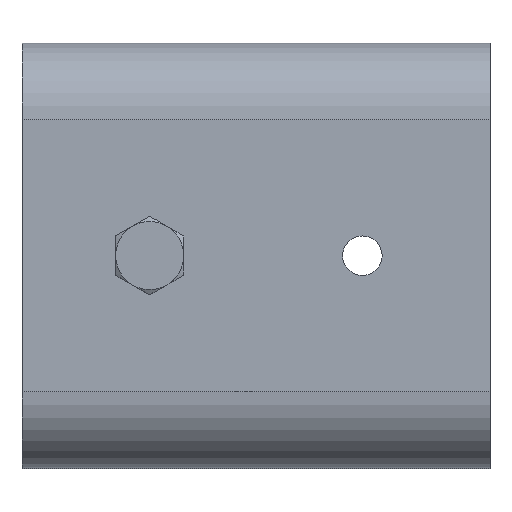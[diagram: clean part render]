
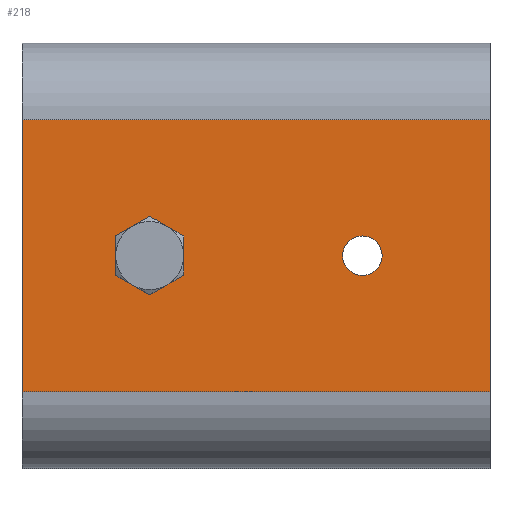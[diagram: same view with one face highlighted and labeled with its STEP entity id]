
A CAD part, top view. The second image highlights one B-rep face of the part: STEP entity #218.
In plain terms, the highlighted face is planar.
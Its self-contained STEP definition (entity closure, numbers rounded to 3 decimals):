
#218=ADVANCED_FACE('',(#425,#426,#427),#428,.F.);
#425=FACE_OUTER_BOUND('',#625,.T.);
#426=FACE_BOUND('',#626,.T.);
#427=FACE_BOUND('',#627,.T.);
#428=PLANE('',#628);
#625=EDGE_LOOP('',(#1056,#1057,#1058,#1059));
#626=EDGE_LOOP('',(#1060));
#627=EDGE_LOOP('',(#1061));
#628=AXIS2_PLACEMENT_3D('',#1062,#1063,#1064);
#1056=ORIENTED_EDGE('',*,*,#1183,.T.);
#1057=ORIENTED_EDGE('',*,*,#1300,.F.);
#1058=ORIENTED_EDGE('',*,*,#1289,.F.);
#1059=ORIENTED_EDGE('',*,*,#1279,.T.);
#1060=ORIENTED_EDGE('',*,*,#1301,.F.);
#1061=ORIENTED_EDGE('',*,*,#1268,.F.);
#1062=CARTESIAN_POINT('',(-992.754,2163.997,6775.067));
#1063=DIRECTION('',(0.,-1.,0.));
#1064=DIRECTION('',(0.,0.,-1.));
#1183=EDGE_CURVE('',#1402,#1400,#1403,.T.);
#1268=EDGE_CURVE('',#1526,#1526,#1527,.T.);
#1279=EDGE_CURVE('',#1541,#1402,#1542,.T.);
#1289=EDGE_CURVE('',#1541,#1554,#1555,.T.);
#1300=EDGE_CURVE('',#1554,#1400,#1567,.T.);
#1301=EDGE_CURVE('',#1568,#1568,#1569,.T.);
#1400=VERTEX_POINT('',#1717);
#1402=VERTEX_POINT('',#1719);
#1403=LINE('',#1720,#1721);
#1526=VERTEX_POINT('',#1922);
#1527=CIRCLE('',#1923,4.7);
#1541=VERTEX_POINT('',#1943);
#1542=LINE('',#1944,#1945);
#1554=VERTEX_POINT('',#1960);
#1555=LINE('',#1961,#1962);
#1567=LINE('',#1980,#1981);
#1568=VERTEX_POINT('',#1982);
#1569=CIRCLE('',#1983,4.65);
#1717=CARTESIAN_POINT('',(-992.754,2163.997,6665.067));
#1719=CARTESIAN_POINT('',(-928.754,2163.997,6665.067));
#1720=CARTESIAN_POINT('',(-992.754,2163.997,6665.067));
#1721=VECTOR('',#2055,1.);
#1922=CARTESIAN_POINT('',(-960.754,2163.997,6699.767));
#1923=AXIS2_PLACEMENT_3D('',#2154,#2155,#2156);
#1943=CARTESIAN_POINT('',(-928.754,2163.997,6775.067));
#1944=CARTESIAN_POINT('',(-928.754,2163.997,6775.067));
#1945=VECTOR('',#2170,1.);
#1960=CARTESIAN_POINT('',(-992.754,2163.997,6775.067));
#1961=CARTESIAN_POINT('',(-992.754,2163.997,6775.067));
#1962=VECTOR('',#2180,1.);
#1980=CARTESIAN_POINT('',(-992.754,2163.997,6775.067));
#1981=VECTOR('',#2190,1.);
#1982=CARTESIAN_POINT('',(-960.754,2163.997,6749.717));
#1983=AXIS2_PLACEMENT_3D('',#2191,#2192,#2193);
#2055=DIRECTION('',(-1.,0.,0.));
#2154=CARTESIAN_POINT('',(-960.754,2163.997,6695.067));
#2155=DIRECTION('',(0.,1.,0.));
#2156=DIRECTION('',(0.,0.,1.));
#2170=DIRECTION('',(0.,0.,-1.));
#2180=DIRECTION('',(-1.,0.,0.));
#2190=DIRECTION('',(0.,0.,-1.));
#2191=CARTESIAN_POINT('',(-960.754,2163.997,6745.067));
#2192=DIRECTION('',(0.,1.,0.));
#2193=DIRECTION('',(0.,0.,1.));
